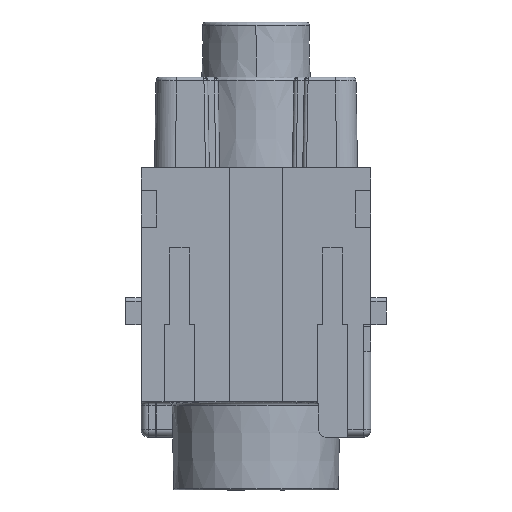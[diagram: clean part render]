
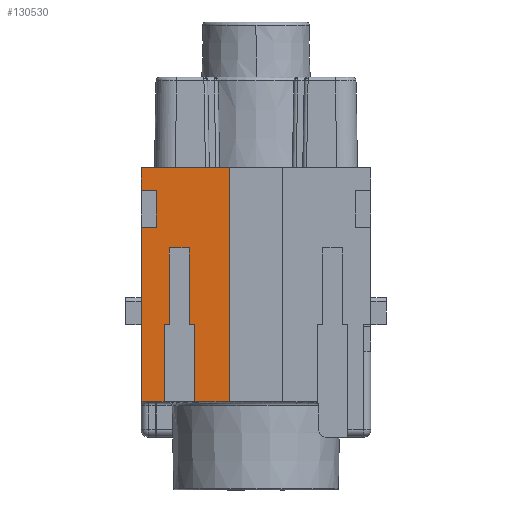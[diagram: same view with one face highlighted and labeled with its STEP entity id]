
A CAD part, left-side view. The second image highlights one B-rep face of the part: STEP entity #130530.
In plain terms, the highlighted face is planar.
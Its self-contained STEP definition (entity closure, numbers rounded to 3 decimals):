
#101180=CARTESIAN_POINT('',(56.048,57.757,
-29.441));
#101190=DIRECTION('',(0.,0.,-1.));
#101200=VECTOR('',#101190,1.);
#101210=LINE('',#101180,#101200);
#101460=CARTESIAN_POINT('',(56.048,57.757,
-20.5));
#101470=VERTEX_POINT('',#101460);
#101500=CARTESIAN_POINT('',(56.048,57.757,
-32.));
#101510=VERTEX_POINT('',#101500);
#101520=EDGE_CURVE('',#101470,#101510,#101210,.T.);
#124410=CARTESIAN_POINT('',(56.048,79.057,
-32.));
#124420=DIRECTION('',(1.,0.,0.));
#124430=DIRECTION('',(0.,0.,1.));
#124440=AXIS2_PLACEMENT_3D('',#124410,#124420,#124430);
#124450=PLANE('',#124440);
#124960=CARTESIAN_POINT('',(56.048,88.357,
-29.441));
#124970=DIRECTION('',(0.,0.,-1.));
#124980=VECTOR('',#124970,1.);
#124990=LINE('',#124960,#124980);
#126980=CARTESIAN_POINT('',(56.048,88.357,
-32.));
#126990=VERTEX_POINT('',#126980);
#127020=CARTESIAN_POINT('',(56.048,88.357,
-29.441));
#127030=DIRECTION('',(0.,0.,-1.));
#127040=VECTOR('',#127030,1.);
#127050=LINE('',#127020,#127040);
#127060=CARTESIAN_POINT('',(56.048,88.357,
-29.));
#127070=VERTEX_POINT('',#127060);
#127080=EDGE_CURVE('',#127070,#126990,#127050,.T.);
#127300=CARTESIAN_POINT('',(56.048,88.357,
-25.));
#127310=VERTEX_POINT('',#127300);
#127340=CARTESIAN_POINT('',(56.048,88.357,
-20.5));
#127350=VERTEX_POINT('',#127340);
#127360=EDGE_CURVE('',#127350,#127310,#124990,.T.);
#128130=CARTESIAN_POINT('',(56.048,78.257,
-25.));
#128140=DIRECTION('',(0.,0.,-1.));
#128150=VECTOR('',#128140,1.);
#128160=LINE('',#128130,#128150);
#128170=CARTESIAN_POINT('',(56.048,78.257,
-25.));
#128180=VERTEX_POINT('',#128170);
#128190=CARTESIAN_POINT('',(56.048,78.257,
-25.7));
#128200=VERTEX_POINT('',#128190);
#128210=EDGE_CURVE('',#128180,#128200,#128160,.T.);
#129210=CARTESIAN_POINT('',(56.048,78.257,
-25.7));
#129220=DIRECTION('',(0.,-1.,0.));
#129230=VECTOR('',#129220,1.);
#129240=LINE('',#129210,#129230);
#129250=CARTESIAN_POINT('',(56.048,68.257,
-25.7));
#129260=VERTEX_POINT('',#129250);
#129270=EDGE_CURVE('',#128200,#129260,#129240,.T.);
#129530=CARTESIAN_POINT('',(56.048,79.057,
-25.));
#129540=DIRECTION('',(0.,-1.,0.));
#129550=VECTOR('',#129540,1.);
#129560=LINE('',#129530,#129550);
#129570=EDGE_CURVE('',#127310,#128180,#129560,.T.);
#129710=ORIENTED_EDGE('',*,*,#128210,.F.);
#129720=ORIENTED_EDGE('',*,*,#129270,.F.);
#129730=CARTESIAN_POINT('',(56.048,68.257,
-29.441));
#129740=DIRECTION('',(0.,0.,1.));
#129750=VECTOR('',#129740,1.);
#129760=LINE('',#129730,#129750);
#129770=CARTESIAN_POINT('',(56.048,68.257,
-28.3));
#129780=VERTEX_POINT('',#129770);
#129790=EDGE_CURVE('',#129780,#129260,#129760,.T.);
#129800=ORIENTED_EDGE('',*,*,#129790,.T.);
#129810=CARTESIAN_POINT('',(56.048,68.257,
-28.3));
#129820=DIRECTION('',(0.,1.,0.));
#129830=VECTOR('',#129820,1.);
#129840=LINE('',#129810,#129830);
#129850=CARTESIAN_POINT('',(56.048,78.257,
-28.3));
#129860=VERTEX_POINT('',#129850);
#129870=EDGE_CURVE('',#129780,#129860,#129840,.T.);
#129880=ORIENTED_EDGE('',*,*,#129870,.F.);
#129890=CARTESIAN_POINT('',(56.048,78.257,
-28.3));
#129900=DIRECTION('',(0.,0.,-1.));
#129910=VECTOR('',#129900,1.);
#129920=LINE('',#129890,#129910);
#129930=CARTESIAN_POINT('',(56.048,78.257,
-29.));
#129940=VERTEX_POINT('',#129930);
#129950=EDGE_CURVE('',#129860,#129940,#129920,.T.);
#129960=ORIENTED_EDGE('',*,*,#129950,.F.);
#129970=CARTESIAN_POINT('',(56.048,79.057,
-29.));
#129980=DIRECTION('',(0.,1.,0.));
#129990=VECTOR('',#129980,1.);
#130000=LINE('',#129970,#129990);
#130010=EDGE_CURVE('',#129940,#127070,#130000,.T.);
#130020=ORIENTED_EDGE('',*,*,#130010,.F.);
#130030=ORIENTED_EDGE('',*,*,#127080,.F.);
#130040=CARTESIAN_POINT('',(56.048,58.057,
-32.));
#130050=DIRECTION('',(0.,1.,0.));
#130060=VECTOR('',#130050,1.);
#130070=LINE('',#130040,#130060);
#130080=CARTESIAN_POINT('',(56.048,65.557,-32.
));
#130090=VERTEX_POINT('',#130080);
#130100=EDGE_CURVE('',#130090,#126990,#130070,.T.);
#130110=ORIENTED_EDGE('',*,*,#130100,.T.);
#130120=CARTESIAN_POINT('',(56.048,65.557,-29.441
));
#130130=DIRECTION('',(0.,0.,1.));
#130140=VECTOR('',#130130,1.);
#130150=LINE('',#130120,#130140);
#130160=CARTESIAN_POINT('',(56.048,65.557,-30.
));
#130170=VERTEX_POINT('',#130160);
#130180=EDGE_CURVE('',#130090,#130170,#130150,.T.);
#130190=ORIENTED_EDGE('',*,*,#130180,.F.);
#130200=CARTESIAN_POINT('',(56.048,58.057,
-30.));
#130210=DIRECTION('',(0.,-1.,0.));
#130220=VECTOR('',#130210,1.);
#130230=LINE('',#130200,#130220);
#130240=CARTESIAN_POINT('',(56.048,60.757,
-30.));
#130250=VERTEX_POINT('',#130240);
#130260=EDGE_CURVE('',#130170,#130250,#130230,.T.);
#130270=ORIENTED_EDGE('',*,*,#130260,.F.);
#130280=CARTESIAN_POINT('',(56.048,60.757,
-33.562));
#130290=DIRECTION('',(0.,0.,1.));
#130300=VECTOR('',#130290,1.);
#130310=LINE('',#130280,#130300);
#130320=CARTESIAN_POINT('',(56.048,60.757,
-32.));
#130330=VERTEX_POINT('',#130320);
#130340=EDGE_CURVE('',#130330,#130250,#130310,.T.);
#130350=ORIENTED_EDGE('',*,*,#130340,.T.);
#130360=CARTESIAN_POINT('',(56.048,79.057,
-32.));
#130370=DIRECTION('',(0.,-1.,0.));
#130380=VECTOR('',#130370,1.);
#130390=LINE('',#130360,#130380);
#130400=EDGE_CURVE('',#130330,#101510,#130390,.T.);
#130410=ORIENTED_EDGE('',*,*,#130400,.F.);
#130420=ORIENTED_EDGE('',*,*,#101520,.T.);
#130430=CARTESIAN_POINT('',(56.048,58.057,
-20.5));
#130440=DIRECTION('',(0.,1.,0.));
#130450=VECTOR('',#130440,1.);
#130460=LINE('',#130430,#130450);
#130470=EDGE_CURVE('',#101470,#127350,#130460,.T.);
#130480=ORIENTED_EDGE('',*,*,#130470,.F.);
#130490=ORIENTED_EDGE('',*,*,#127360,.F.);
#130500=ORIENTED_EDGE('',*,*,#129570,.F.);
#130510=EDGE_LOOP('',(#130500,#130490,#130480,#130420,#130410,#130350,
#130270,#130190,#130110,#130030,#130020,#129960,#129880,#129800,#129720,
#129710));
#130520=FACE_OUTER_BOUND('',#130510,.T.);
#130530=ADVANCED_FACE('',(#130520),#124450,.T.);
